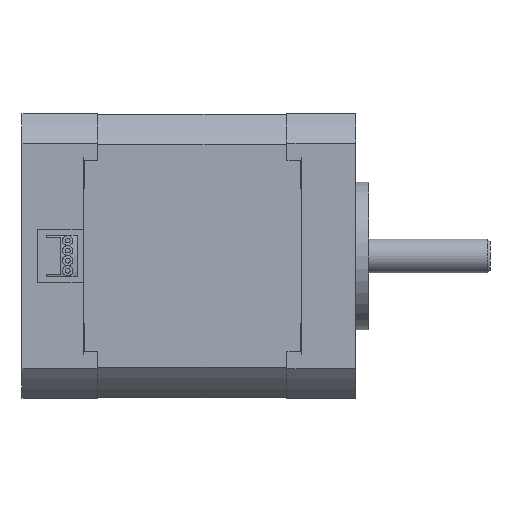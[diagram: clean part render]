
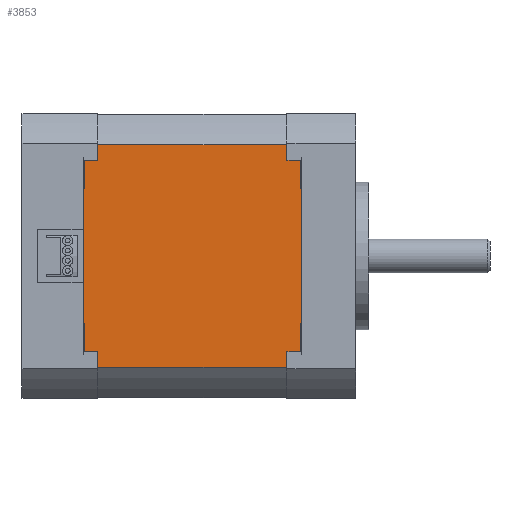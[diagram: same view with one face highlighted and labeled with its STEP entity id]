
A CAD part, front view. The second image highlights one B-rep face of the part: STEP entity #3853.
In plain terms, the highlighted face is planar.
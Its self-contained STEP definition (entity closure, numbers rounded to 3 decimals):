
#329=FACE_OUTER_BOUND('',#560,.T.);
#560=EDGE_LOOP('',(#2940,#2941,#2942,#2943,#2944,#2945,#2946,#2947,#2948,
#2949,#2950,#2951));
#790=LINE('',#6114,#1124);
#816=LINE('',#6172,#1150);
#822=LINE('',#6191,#1156);
#832=LINE('',#6214,#1166);
#836=LINE('',#6235,#1170);
#845=LINE('',#6253,#1179);
#846=LINE('',#6255,#1180);
#847=LINE('',#6256,#1181);
#848=LINE('',#6258,#1182);
#849=LINE('',#6259,#1183);
#850=LINE('',#6261,#1184);
#851=LINE('',#6262,#1185);
#1124=VECTOR('',#4913,10.);
#1150=VECTOR('',#4961,19.993);
#1156=VECTOR('',#4979,0.2);
#1166=VECTOR('',#4995,10.);
#1170=VECTOR('',#5017,10.);
#1179=VECTOR('',#5034,16.1);
#1180=VECTOR('',#5037,0.2);
#1181=VECTOR('',#5038,0.2);
#1182=VECTOR('',#5039,6.532);
#1183=VECTOR('',#5040,0.2);
#1184=VECTOR('',#5041,6.532);
#1185=VECTOR('',#5042,16.1);
#1696=VERTEX_POINT('',#6099);
#1703=VERTEX_POINT('',#6112);
#1723=VERTEX_POINT('',#6169);
#1724=VERTEX_POINT('',#6171);
#1731=VERTEX_POINT('',#6189);
#1740=VERTEX_POINT('',#6211);
#1741=VERTEX_POINT('',#6213);
#1748=VERTEX_POINT('',#6232);
#1749=VERTEX_POINT('',#6234);
#1754=VERTEX_POINT('',#6251);
#1755=VERTEX_POINT('',#6257);
#1756=VERTEX_POINT('',#6260);
#2135=EDGE_CURVE('',#1696,#1703,#790,.T.);
#2163=EDGE_CURVE('',#1723,#1724,#816,.T.);
#2173=EDGE_CURVE('',#1731,#1723,#822,.T.);
#2184=EDGE_CURVE('',#1741,#1740,#832,.F.);
#2194=EDGE_CURVE('',#1749,#1748,#836,.F.);
#2205=EDGE_CURVE('',#1740,#1754,#845,.T.);
#2206=EDGE_CURVE('',#1748,#1696,#846,.T.);
#2207=EDGE_CURVE('',#1741,#1703,#847,.T.);
#2208=EDGE_CURVE('',#1755,#1754,#848,.T.);
#2209=EDGE_CURVE('',#1755,#1724,#849,.T.);
#2210=EDGE_CURVE('',#1756,#1731,#850,.T.);
#2211=EDGE_CURVE('',#1749,#1756,#851,.T.);
#2940=ORIENTED_EDGE('',*,*,#2194,.T.);
#2941=ORIENTED_EDGE('',*,*,#2206,.T.);
#2942=ORIENTED_EDGE('',*,*,#2135,.T.);
#2943=ORIENTED_EDGE('',*,*,#2207,.F.);
#2944=ORIENTED_EDGE('',*,*,#2184,.T.);
#2945=ORIENTED_EDGE('',*,*,#2205,.T.);
#2946=ORIENTED_EDGE('',*,*,#2208,.F.);
#2947=ORIENTED_EDGE('',*,*,#2209,.T.);
#2948=ORIENTED_EDGE('',*,*,#2163,.F.);
#2949=ORIENTED_EDGE('',*,*,#2173,.F.);
#2950=ORIENTED_EDGE('',*,*,#2210,.F.);
#2951=ORIENTED_EDGE('',*,*,#2211,.F.);
#3689=PLANE('',#4277);
#3853=ADVANCED_FACE('',(#329),#3689,.T.);
#4277=AXIS2_PLACEMENT_3D('',#6254,#5035,#5036);
#4913=DIRECTION('',(0.,0.,1.));
#4961=DIRECTION('',(0.,0.,1.));
#4979=DIRECTION('',(0.,1.,0.));
#4995=DIRECTION('',(0.,0.,-1.));
#5017=DIRECTION('',(0.,0.,-1.));
#5034=DIRECTION('',(0.,1.,0.));
#5035=DIRECTION('center_axis',(-1.,0.,0.));
#5036=DIRECTION('ref_axis',(0.,0.,1.));
#5037=DIRECTION('',(0.,-1.,0.));
#5038=DIRECTION('',(0.,-1.,0.));
#5039=DIRECTION('',(0.,0.,1.));
#5040=DIRECTION('',(0.,1.,0.));
#5041=DIRECTION('',(0.,0.,1.));
#5042=DIRECTION('',(0.,1.,0.));
#6099=CARTESIAN_POINT('',(-20.714,-16.,-9.997));
#6112=CARTESIAN_POINT('',(-20.714,-16.,9.997));
#6114=CARTESIAN_POINT('',(-20.714,-16.,-8.264));
#6169=CARTESIAN_POINT('',(-20.714,16.5,-9.997));
#6171=CARTESIAN_POINT('',(-20.714,16.5,9.997));
#6172=CARTESIAN_POINT('',(-20.714,16.5,-9.997));
#6189=CARTESIAN_POINT('',(-20.714,16.3,-9.997));
#6191=CARTESIAN_POINT('',(-20.714,16.3,-9.997));
#6211=CARTESIAN_POINT('',(-20.714,-15.8,16.528));
#6213=CARTESIAN_POINT('',(-20.714,-15.8,9.997));
#6214=CARTESIAN_POINT('',(-20.714,-15.8,-8.264));
#6232=CARTESIAN_POINT('',(-20.714,-15.8,-9.997));
#6234=CARTESIAN_POINT('',(-20.714,-15.8,-16.528));
#6235=CARTESIAN_POINT('',(-20.714,-15.8,-8.264));
#6251=CARTESIAN_POINT('',(-20.714,16.3,16.528));
#6253=CARTESIAN_POINT('',(-20.714,0.2,16.528));
#6254=CARTESIAN_POINT('Origin',(-20.714,0.,-16.528));
#6255=CARTESIAN_POINT('',(-20.714,0.2,-9.997));
#6256=CARTESIAN_POINT('',(-20.714,0.2,9.997));
#6257=CARTESIAN_POINT('',(-20.714,16.3,9.997));
#6258=CARTESIAN_POINT('',(-20.714,16.3,9.997));
#6259=CARTESIAN_POINT('',(-20.714,16.3,9.997));
#6260=CARTESIAN_POINT('',(-20.714,16.3,-16.528));
#6261=CARTESIAN_POINT('',(-20.714,16.3,-16.528));
#6262=CARTESIAN_POINT('',(-20.714,0.2,-16.528));
